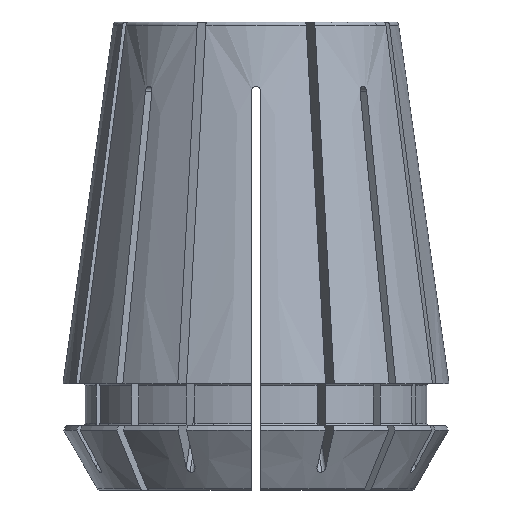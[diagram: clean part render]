
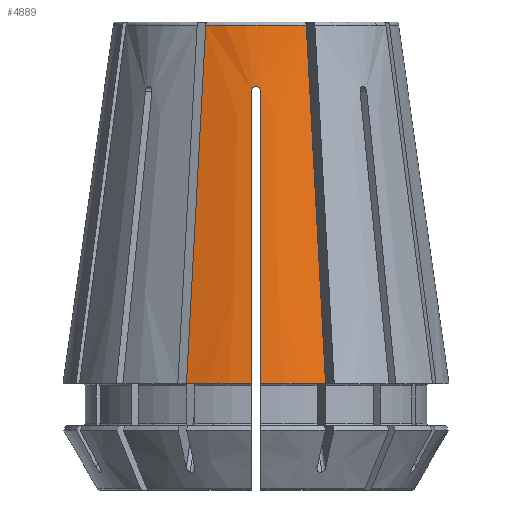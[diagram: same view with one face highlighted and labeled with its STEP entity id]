
A CAD part, front view. The second image highlights one B-rep face of the part: STEP entity #4889.
In plain terms, the highlighted conical face has half-angle 8 degrees and reference radius 16.5 mm.
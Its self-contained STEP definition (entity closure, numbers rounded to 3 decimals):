
#120=CONICAL_SURFACE('',#5336,16.5,0.14);
#331=CIRCLE('',#5337,16.5);
#332=CIRCLE('',#5338,16.5);
#333=CIRCLE('',#5339,12.194);
#519=B_SPLINE_CURVE_WITH_KNOTS('',3,(#6920,#6921,#6922,#6923,#6924),
 .UNSPECIFIED.,.F.,.U.,(4,1,4),(0.,0.001,
0.001),.UNSPECIFIED.);
#559=B_SPLINE_CURVE_WITH_KNOTS('',3,(#7293,#7294,#7295,#7296),
 .UNSPECIFIED.,.F.,.U.,(4,4),(0.,0.031),
 .UNSPECIFIED.);
#561=B_SPLINE_CURVE_WITH_KNOTS('',3,(#7311,#7312,#7313,#7314,#7315,#7316,
#7317),.UNSPECIFIED.,.F.,.U.,(4,3,4),(0.021,0.023,
0.046),.UNSPECIFIED.);
#568=B_SPLINE_CURVE_WITH_KNOTS('',3,(#7381,#7382,#7383,#7384),
 .UNSPECIFIED.,.F.,.U.,(4,4),(0.,0.031),
 .UNSPECIFIED.);
#648=B_SPLINE_CURVE_WITH_KNOTS('',3,(#8468,#8469,#8470,#8471,#8472,#8473,
#8474),.UNSPECIFIED.,.F.,.U.,(4,3,4),(0.021,0.023,
0.046),.UNSPECIFIED.);
#735=VERTEX_POINT('',#6925);
#736=VERTEX_POINT('',#6926);
#853=VERTEX_POINT('',#7292);
#854=VERTEX_POINT('',#7297);
#859=VERTEX_POINT('',#7318);
#880=VERTEX_POINT('',#7380);
#881=VERTEX_POINT('',#7385);
#1170=VERTEX_POINT('',#8467);
#1888=EDGE_CURVE('',#735,#736,#519,.T.);
#2009=EDGE_CURVE('',#853,#854,#559,.T.);
#2015=EDGE_CURVE('',#736,#859,#561,.T.);
#2038=EDGE_CURVE('',#881,#880,#568,.T.);
#2451=EDGE_CURVE('',#853,#1170,#331,.T.);
#2452=EDGE_CURVE('',#735,#1170,#648,.T.);
#2453=EDGE_CURVE('',#859,#881,#332,.T.);
#2454=EDGE_CURVE('',#854,#880,#333,.T.);
#3451=ORIENTED_EDGE('',*,*,#2009,.F.);
#3452=ORIENTED_EDGE('',*,*,#2451,.T.);
#3453=ORIENTED_EDGE('',*,*,#2452,.F.);
#3454=ORIENTED_EDGE('',*,*,#1888,.T.);
#3455=ORIENTED_EDGE('',*,*,#2015,.T.);
#3456=ORIENTED_EDGE('',*,*,#2453,.T.);
#3457=ORIENTED_EDGE('',*,*,#2038,.T.);
#3458=ORIENTED_EDGE('',*,*,#2454,.F.);
#4359=EDGE_LOOP('',(#3451,#3452,#3453,#3454,#3455,#3456,#3457,#3458));
#4624=FACE_BOUND('',#4359,.T.);
#4889=ADVANCED_FACE('',(#4624),#120,.T.);
#5336=AXIS2_PLACEMENT_3D('',#8465,#6384,#6385);
#5337=AXIS2_PLACEMENT_3D('',#8466,#6386,#6387);
#5338=AXIS2_PLACEMENT_3D('',#8475,#6388,#6389);
#5339=AXIS2_PLACEMENT_3D('',#8476,#6390,#6391);
#6384=DIRECTION('',(0.,0.,-1.));
#6385=DIRECTION('',(-16.5,0.,0.));
#6386=DIRECTION('',(0.,0.,1.));
#6387=DIRECTION('',(16.5,0.,0.));
#6388=DIRECTION('',(0.,0.,1.));
#6389=DIRECTION('',(16.5,0.,0.));
#6390=DIRECTION('',(0.,0.,1.));
#6391=DIRECTION('',(12.194,0.,0.));
#6920=CARTESIAN_POINT('',(-0.4,-12.98,34.3));
#6921=CARTESIAN_POINT('',(-0.4,-12.951,34.51));
#6922=CARTESIAN_POINT('',(-0.001,-12.91,34.89));
#6923=CARTESIAN_POINT('',(0.4,-12.951,34.51));
#6924=CARTESIAN_POINT('',(0.4,-12.98,34.3));
#6925=CARTESIAN_POINT('',(-0.4,-12.98,34.3));
#6926=CARTESIAN_POINT('',(0.4,-12.98,34.3));
#7292=CARTESIAN_POINT('',(-5.943,-15.393,9.3));
#7293=CARTESIAN_POINT('',(-5.943,-15.393,9.3));
#7294=CARTESIAN_POINT('',(-5.393,-14.066,19.514));
#7295=CARTESIAN_POINT('',(-4.844,-12.739,29.728));
#7296=CARTESIAN_POINT('',(-4.294,-11.412,39.942));
#7297=CARTESIAN_POINT('',(-4.294,-11.412,39.942));
#7311=CARTESIAN_POINT('',(0.4,-12.98,34.3));
#7312=CARTESIAN_POINT('',(0.4,-13.104,33.421));
#7313=CARTESIAN_POINT('',(0.4,-13.228,32.542));
#7314=CARTESIAN_POINT('',(0.4,-13.351,31.662));
#7315=CARTESIAN_POINT('',(0.4,-14.399,24.208));
#7316=CARTESIAN_POINT('',(0.4,-15.447,16.754));
#7317=CARTESIAN_POINT('',(0.4,-16.495,9.3));
#7318=CARTESIAN_POINT('',(0.4,-16.495,9.3));
#7380=CARTESIAN_POINT('',(4.294,-11.412,39.942));
#7381=CARTESIAN_POINT('',(5.943,-15.393,9.3));
#7382=CARTESIAN_POINT('',(5.393,-14.066,19.514));
#7383=CARTESIAN_POINT('',(4.844,-12.739,29.728));
#7384=CARTESIAN_POINT('',(4.294,-11.412,39.942));
#7385=CARTESIAN_POINT('',(5.943,-15.393,9.3));
#8465=CARTESIAN_POINT('',(0.,0.,9.3));
#8466=CARTESIAN_POINT('',(0.,0.,9.3));
#8467=CARTESIAN_POINT('',(-0.4,-16.495,9.3));
#8468=CARTESIAN_POINT('',(-0.4,-12.98,34.3));
#8469=CARTESIAN_POINT('',(-0.4,-13.104,33.421));
#8470=CARTESIAN_POINT('',(-0.4,-13.228,32.542));
#8471=CARTESIAN_POINT('',(-0.4,-13.351,31.662));
#8472=CARTESIAN_POINT('',(-0.4,-14.399,24.208));
#8473=CARTESIAN_POINT('',(-0.4,-15.447,16.754));
#8474=CARTESIAN_POINT('',(-0.4,-16.495,9.3));
#8475=CARTESIAN_POINT('',(0.,0.,9.3));
#8476=CARTESIAN_POINT('',(0.,0.,39.942));
